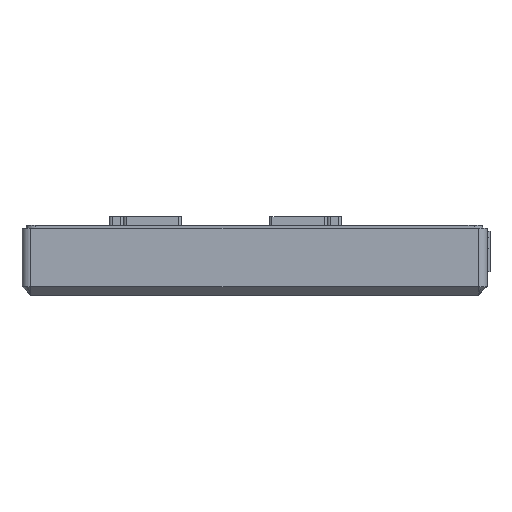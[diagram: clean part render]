
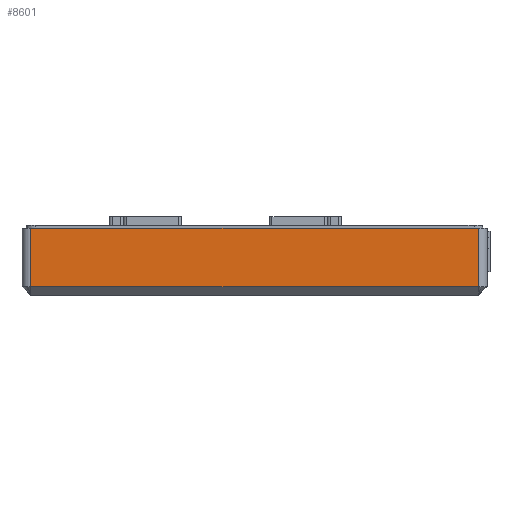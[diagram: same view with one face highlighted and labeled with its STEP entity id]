
A CAD part, left-side view. The second image highlights one B-rep face of the part: STEP entity #8601.
In plain terms, the highlighted planar face has unit normal (-1, 0, 0).
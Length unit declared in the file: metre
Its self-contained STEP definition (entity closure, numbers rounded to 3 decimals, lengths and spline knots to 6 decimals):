
#1394=ORIENTED_EDGE('',*,*,#3977,.T.);
#1395=ORIENTED_EDGE('',*,*,#3978,.T.);
#1396=ORIENTED_EDGE('',*,*,#3979,.T.);
#1397=ORIENTED_EDGE('',*,*,#3974,.T.);
#3974=EDGE_CURVE('',#5249,#5248,#5904,.T.);
#3977=EDGE_CURVE('',#5248,#5250,#5905,.F.);
#3978=EDGE_CURVE('',#5250,#5251,#5906,.T.);
#3979=EDGE_CURVE('',#5251,#5249,#5907,.T.);
#5248=VERTEX_POINT('',#13965);
#5249=VERTEX_POINT('',#13967);
#5250=VERTEX_POINT('',#13972);
#5251=VERTEX_POINT('',#13974);
#5904=LINE('',#13966,#6722);
#5905=LINE('',#13971,#6723);
#5906=LINE('',#13973,#6724);
#5907=LINE('',#13975,#6725);
#6722=VECTOR('',#10928,1.);
#6723=VECTOR('',#10935,1.);
#6724=VECTOR('',#10936,1.);
#6725=VECTOR('',#10937,1.);
#7294=EDGE_LOOP('',(#1394,#1395,#1396,#1397));
#7865=FACE_BOUND('',#7294,.T.);
#8390=PLANE('',#9329);
#8601=ADVANCED_FACE('',(#7865),#8390,.T.);
#9329=AXIS2_PLACEMENT_3D('',#13970,#10933,#10934);
#10928=DIRECTION('',(0.,1.,0.));
#10933=DIRECTION('',(-1.,0.,0.));
#10934=DIRECTION('',(0.,0.,1.));
#10935=DIRECTION('',(0.,0.,1.));
#10936=DIRECTION('',(0.,-1.,0.));
#10937=DIRECTION('',(0.,0.,1.));
#13965=CARTESIAN_POINT('',(-0.1,0.077,0.0245));
#13966=CARTESIAN_POINT('',(-0.1,0.,0.0245));
#13967=CARTESIAN_POINT('',(-0.1,-0.077,0.0245));
#13970=CARTESIAN_POINT('',(-0.1,0.,0.0045));
#13971=CARTESIAN_POINT('',(-0.1,0.077,0.0045));
#13972=CARTESIAN_POINT('',(-0.1,0.077,0.0045));
#13973=CARTESIAN_POINT('',(-0.1,0.,0.0045));
#13974=CARTESIAN_POINT('',(-0.1,-0.077,0.0045));
#13975=CARTESIAN_POINT('',(-0.1,-0.077,0.0245));
